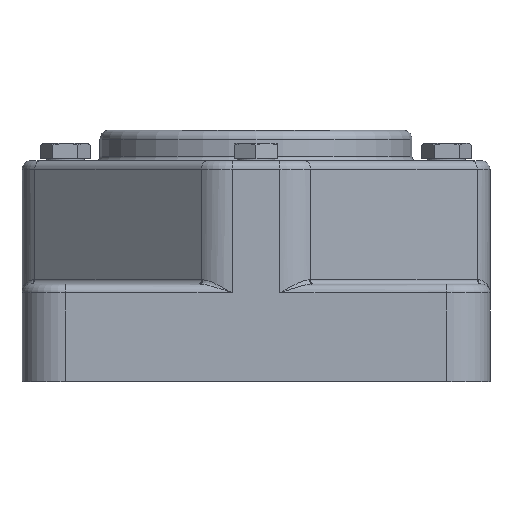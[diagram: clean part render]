
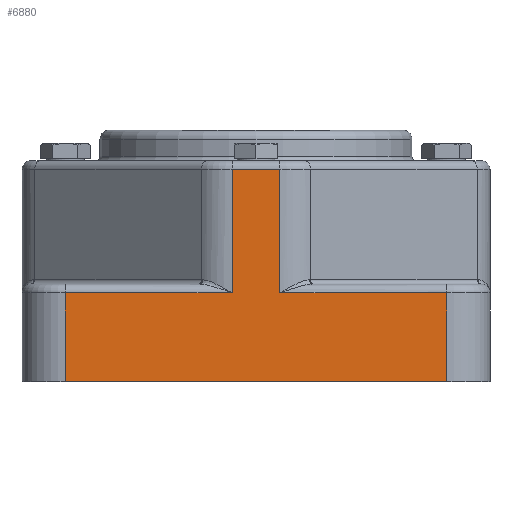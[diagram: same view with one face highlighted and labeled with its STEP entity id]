
A CAD part, front view. The second image highlights one B-rep face of the part: STEP entity #6880.
In plain terms, the highlighted planar face has unit normal (0, -1, 0).
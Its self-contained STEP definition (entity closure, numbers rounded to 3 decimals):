
#690=LINE($,#11279,#1020);
#700=LINE($,#11324,#1030);
#701=LINE($,#11328,#1031);
#702=LINE($,#11330,#1032);
#703=LINE($,#11332,#1033);
#704=LINE($,#11334,#1034);
#705=LINE($,#11335,#1035);
#706=LINE($,#11336,#1036);
#1020=VECTOR($,#8795,88.);
#1030=VECTOR($,#8841,20.5);
#1031=VECTOR($,#8844,28.5);
#1032=VECTOR($,#8845,10.995);
#1033=VECTOR($,#8846,28.5);
#1034=VECTOR($,#8847,38.503);
#1035=VECTOR($,#8848,20.5);
#1036=VECTOR($,#8849,38.503);
#1343=PLANE($,#7525);
#1979=FACE_OUTER_BOUND($,#2536,.T.);
#2536=EDGE_LOOP($,(#5461,#5462,#5463,#5464,#5465,#5466,#5467,#5468));
#3562=VERTEX_POINT($,#11276);
#3563=VERTEX_POINT($,#11278);
#3580=VERTEX_POINT($,#11322);
#3581=VERTEX_POINT($,#11326);
#3582=VERTEX_POINT($,#11327);
#3583=VERTEX_POINT($,#11329);
#3584=VERTEX_POINT($,#11331);
#3585=VERTEX_POINT($,#11333);
#4249=EDGE_CURVE($,#3563,#3562,#690,.T.);
#4270=EDGE_CURVE($,#3580,#3562,#700,.T.);
#4271=EDGE_CURVE($,#3581,#3582,#701,.T.);
#4272=EDGE_CURVE($,#3583,#3581,#702,.T.);
#4273=EDGE_CURVE($,#3583,#3584,#703,.T.);
#4274=EDGE_CURVE($,#3585,#3584,#704,.T.);
#4275=EDGE_CURVE($,#3563,#3585,#705,.T.);
#4276=EDGE_CURVE($,#3582,#3580,#706,.T.);
#5461=ORIENTED_EDGE($,*,*,#4271,.F.);
#5462=ORIENTED_EDGE($,*,*,#4272,.F.);
#5463=ORIENTED_EDGE($,*,*,#4273,.T.);
#5464=ORIENTED_EDGE($,*,*,#4274,.F.);
#5465=ORIENTED_EDGE($,*,*,#4275,.F.);
#5466=ORIENTED_EDGE($,*,*,#4249,.T.);
#5467=ORIENTED_EDGE($,*,*,#4270,.F.);
#5468=ORIENTED_EDGE($,*,*,#4276,.F.);
#6880=ADVANCED_FACE($,(#1979),#1343,.T.);
#7525=AXIS2_PLACEMENT_3D($,#11325,#8842,#8843);
#8795=DIRECTION($,(1.,0.,0.));
#8841=DIRECTION($,(0.,0.,-1.));
#8842=DIRECTION('center_axis',(0.,-1.,0.));
#8843=DIRECTION('ref_axis',(0.,0.,-1.));
#8844=DIRECTION($,(0.,0.,-1.));
#8845=DIRECTION($,(1.,0.,0.));
#8846=DIRECTION($,(0.,0.,-1.));
#8847=DIRECTION($,(1.,0.,0.));
#8848=DIRECTION($,(0.,0.,1.));
#8849=DIRECTION($,(1.,0.,0.));
#11276=CARTESIAN_POINT('',(44.,-54.,-22.5));
#11278=CARTESIAN_POINT('',(-44.,-54.,-22.5));
#11279=CARTESIAN_POINT($,(54.,-54.,-22.5));
#11322=CARTESIAN_POINT('',(44.,-54.,-2.));
#11324=CARTESIAN_POINT($,(44.,-54.,0.));
#11325=CARTESIAN_POINT('Origin',(-54.,-54.,0.));
#11326=CARTESIAN_POINT('',(5.497,-54.,26.5));
#11327=CARTESIAN_POINT('',(5.497,-54.,-2.));
#11328=CARTESIAN_POINT($,(5.497,-54.,13.));
#11329=CARTESIAN_POINT('',(-5.497,-54.,26.5));
#11330=CARTESIAN_POINT($,(27.,-54.,26.5));
#11331=CARTESIAN_POINT('',(-5.497,-54.,-2.));
#11332=CARTESIAN_POINT($,(-5.497,-54.,13.));
#11333=CARTESIAN_POINT('',(-44.,-54.,-2.));
#11334=CARTESIAN_POINT($,(-27.,-54.,-2.));
#11335=CARTESIAN_POINT($,(-44.,-54.,0.));
#11336=CARTESIAN_POINT($,(-27.,-54.,-2.));
